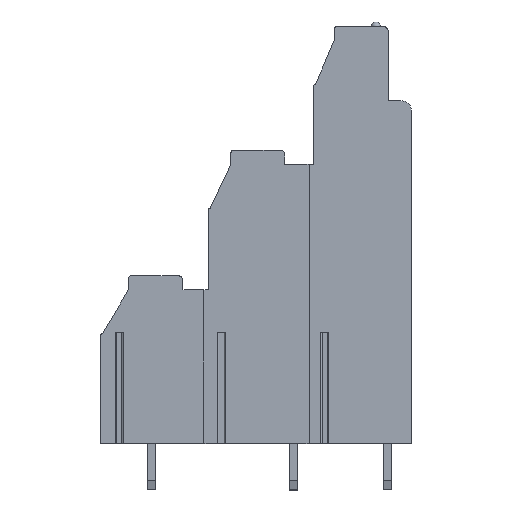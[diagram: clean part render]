
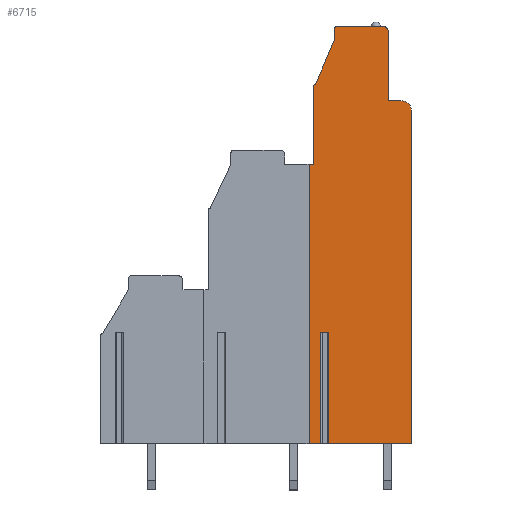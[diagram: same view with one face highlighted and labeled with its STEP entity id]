
A CAD part, top view. The second image highlights one B-rep face of the part: STEP entity #6715.
In plain terms, the highlighted planar face has unit normal (0, 0, 1).
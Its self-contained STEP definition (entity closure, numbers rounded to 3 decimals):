
#867=DIRECTION('',(1.,0.,0.));
#868=VECTOR('',#867,0.856);
#869=CARTESIAN_POINT('',(0.772,-18.05,12.7));
#870=LINE('',#869,#868);
#871=DIRECTION('',(0.,-1.,0.));
#872=VECTOR('',#871,11.95);
#873=CARTESIAN_POINT('',(0.772,-18.05,12.7));
#874=LINE('',#873,#872);
#875=DIRECTION('',(1.,0.,0.));
#876=VECTOR('',#875,1.272);
#877=CARTESIAN_POINT('',(-0.5,-30.,12.7));
#878=LINE('',#877,#876);
#879=DIRECTION('',(0.,1.,0.));
#880=VECTOR('',#879,30.);
#881=CARTESIAN_POINT('',(-0.5,-30.,12.7));
#882=LINE('',#881,#880);
#883=DIRECTION('',(-1.,0.,0.));
#884=VECTOR('',#883,0.5);
#885=CARTESIAN_POINT('',(0.,0.,12.7));
#886=LINE('',#885,#884);
#887=DIRECTION('',(0.,-1.,0.));
#888=VECTOR('',#887,8.4);
#889=CARTESIAN_POINT('',(0.,8.4,12.7));
#890=LINE('',#889,#888);
#891=CARTESIAN_POINT('',(0.2,8.4,12.7));
#892=DIRECTION('',(0.,0.,1.));
#893=DIRECTION('',(0.,1.,0.));
#894=AXIS2_PLACEMENT_3D('',#891,#892,#893);
#896=DIRECTION('',(-0.392,-0.92,0.));
#897=VECTOR('',#896,5.108);
#898=CARTESIAN_POINT('',(2.2,13.3,12.7));
#899=LINE('',#898,#897);
#900=DIRECTION('',(0.,-1.,0.));
#901=VECTOR('',#900,1.2);
#902=CARTESIAN_POINT('',(2.2,14.5,12.7));
#903=LINE('',#902,#901);
#904=CARTESIAN_POINT('',(2.5,14.5,12.7));
#905=DIRECTION('',(0.,0.,1.));
#906=DIRECTION('',(0.,1.,0.));
#907=AXIS2_PLACEMENT_3D('',#904,#905,#906);
#909=DIRECTION('',(-1.,0.,0.));
#910=VECTOR('',#909,5.);
#911=CARTESIAN_POINT('',(7.5,14.8,12.7));
#912=LINE('',#911,#910);
#913=CARTESIAN_POINT('',(7.5,14.3,12.7));
#914=DIRECTION('',(0.,0.,1.));
#915=DIRECTION('',(1.,0.,0.));
#916=AXIS2_PLACEMENT_3D('',#913,#914,#915);
#918=DIRECTION('',(0.,1.,0.));
#919=VECTOR('',#918,7.5);
#920=CARTESIAN_POINT('',(8.,6.8,12.7));
#921=LINE('',#920,#919);
#922=DIRECTION('',(-1.,0.,0.));
#923=VECTOR('',#922,1.5);
#924=CARTESIAN_POINT('',(9.5,6.8,12.7));
#925=LINE('',#924,#923);
#926=CARTESIAN_POINT('',(9.5,5.8,12.7));
#927=DIRECTION('',(0.,0.,1.));
#928=DIRECTION('',(1.,0.,0.));
#929=AXIS2_PLACEMENT_3D('',#926,#927,#928);
#931=DIRECTION('',(0.,1.,0.));
#932=VECTOR('',#931,35.8);
#933=CARTESIAN_POINT('',(10.5,-30.,12.7));
#934=LINE('',#933,#932);
#935=DIRECTION('',(1.,0.,0.));
#936=VECTOR('',#935,8.872);
#937=CARTESIAN_POINT('',(1.628,-30.,12.7));
#938=LINE('',#937,#936);
#939=DIRECTION('',(0.,-1.,0.));
#940=VECTOR('',#939,11.95);
#941=CARTESIAN_POINT('',(1.628,-18.05,12.7));
#942=LINE('',#941,#940);
#4497=CARTESIAN_POINT('',(10.5,-30.,12.7));
#4498=CARTESIAN_POINT('',(10.5,5.8,12.7));
#4499=VERTEX_POINT('',#4497);
#4500=VERTEX_POINT('',#4498);
#4501=CARTESIAN_POINT('',(9.5,6.8,12.7));
#4502=VERTEX_POINT('',#4501);
#4503=CARTESIAN_POINT('',(8.,6.8,12.7));
#4504=VERTEX_POINT('',#4503);
#4505=CARTESIAN_POINT('',(8.,14.3,12.7));
#4506=VERTEX_POINT('',#4505);
#4507=CARTESIAN_POINT('',(7.5,14.8,12.7));
#4508=VERTEX_POINT('',#4507);
#4509=CARTESIAN_POINT('',(2.5,14.8,12.7));
#4510=VERTEX_POINT('',#4509);
#4511=CARTESIAN_POINT('',(2.2,14.5,12.7));
#4512=VERTEX_POINT('',#4511);
#4513=CARTESIAN_POINT('',(2.2,13.3,12.7));
#4514=VERTEX_POINT('',#4513);
#4515=CARTESIAN_POINT('',(0.2,8.6,12.7));
#4516=VERTEX_POINT('',#4515);
#4517=CARTESIAN_POINT('',(0.,8.4,12.7));
#4518=VERTEX_POINT('',#4517);
#4519=CARTESIAN_POINT('',(0.,0.,12.7));
#4520=VERTEX_POINT('',#4519);
#4545=CARTESIAN_POINT('',(-0.5,-30.,12.7));
#4546=CARTESIAN_POINT('',(-0.5,0.,12.7));
#4547=VERTEX_POINT('',#4545);
#4548=VERTEX_POINT('',#4546);
#4605=CARTESIAN_POINT('',(0.772,-18.05,12.7));
#4606=CARTESIAN_POINT('',(1.628,-18.05,12.7));
#4607=VERTEX_POINT('',#4605);
#4608=VERTEX_POINT('',#4606);
#4613=CARTESIAN_POINT('',(0.772,-30.,12.7));
#4614=VERTEX_POINT('',#4613);
#4615=CARTESIAN_POINT('',(1.628,-30.,12.7));
#4616=VERTEX_POINT('',#4615);
#6676=CARTESIAN_POINT('',(0.,0.,12.7));
#6677=DIRECTION('',(0.,0.,1.));
#6678=DIRECTION('',(1.,0.,0.));
#6679=AXIS2_PLACEMENT_3D('',#6676,#6677,#6678);
#6680=PLANE('',#6679);
#6682=ORIENTED_EDGE('',*,*,#6681,.F.);
#6684=ORIENTED_EDGE('',*,*,#6683,.T.);
#6685=ORIENTED_EDGE('',*,*,#6516,.F.);
#6687=ORIENTED_EDGE('',*,*,#6686,.T.);
#6688=ORIENTED_EDGE('',*,*,#5878,.F.);
#6689=ORIENTED_EDGE('',*,*,#6042,.F.);
#6691=ORIENTED_EDGE('',*,*,#6690,.F.);
#6693=ORIENTED_EDGE('',*,*,#6692,.F.);
#6695=ORIENTED_EDGE('',*,*,#6694,.F.);
#6697=ORIENTED_EDGE('',*,*,#6696,.F.);
#6699=ORIENTED_EDGE('',*,*,#6698,.F.);
#6701=ORIENTED_EDGE('',*,*,#6700,.F.);
#6703=ORIENTED_EDGE('',*,*,#6702,.F.);
#6705=ORIENTED_EDGE('',*,*,#6704,.F.);
#6707=ORIENTED_EDGE('',*,*,#6706,.F.);
#6709=ORIENTED_EDGE('',*,*,#6708,.F.);
#6710=ORIENTED_EDGE('',*,*,#6532,.F.);
#6712=ORIENTED_EDGE('',*,*,#6711,.F.);
#6713=EDGE_LOOP('',(#6682,#6684,#6685,#6687,#6688,#6689,#6691,#6693,#6695,#6697,
#6699,#6701,#6703,#6705,#6707,#6709,#6710,#6712));
#6714=FACE_OUTER_BOUND('',#6713,.F.);
#6715=ADVANCED_FACE('',(#6714),#6680,.T.);
#895=CIRCLE('',#894,0.2);
#908=CIRCLE('',#907,0.3);
#917=CIRCLE('',#916,0.5);
#930=CIRCLE('',#929,1.);
#5878=EDGE_CURVE('',#4520,#4548,#886,.T.);
#6042=EDGE_CURVE('',#4518,#4520,#890,.T.);
#6516=EDGE_CURVE('',#4547,#4614,#878,.T.);
#6532=EDGE_CURVE('',#4616,#4499,#938,.T.);
#6681=EDGE_CURVE('',#4607,#4608,#870,.T.);
#6683=EDGE_CURVE('',#4607,#4614,#874,.T.);
#6686=EDGE_CURVE('',#4547,#4548,#882,.T.);
#6690=EDGE_CURVE('',#4516,#4518,#895,.T.);
#6692=EDGE_CURVE('',#4514,#4516,#899,.T.);
#6694=EDGE_CURVE('',#4512,#4514,#903,.T.);
#6696=EDGE_CURVE('',#4510,#4512,#908,.T.);
#6698=EDGE_CURVE('',#4508,#4510,#912,.T.);
#6700=EDGE_CURVE('',#4506,#4508,#917,.T.);
#6702=EDGE_CURVE('',#4504,#4506,#921,.T.);
#6704=EDGE_CURVE('',#4502,#4504,#925,.T.);
#6706=EDGE_CURVE('',#4500,#4502,#930,.T.);
#6708=EDGE_CURVE('',#4499,#4500,#934,.T.);
#6711=EDGE_CURVE('',#4608,#4616,#942,.T.);
